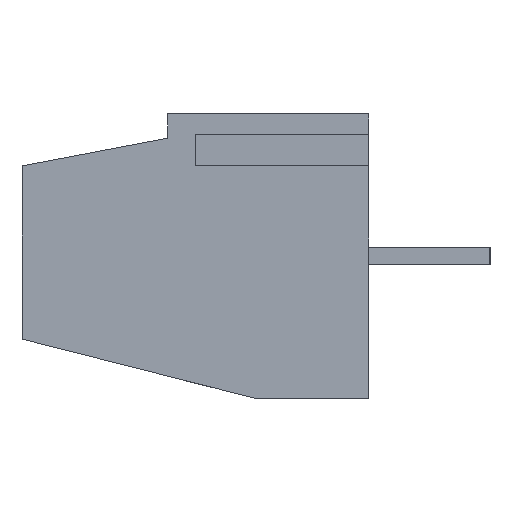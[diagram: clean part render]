
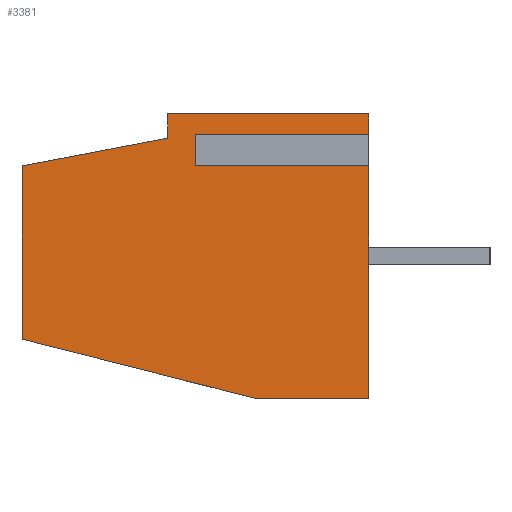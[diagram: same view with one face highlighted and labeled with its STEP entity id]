
A CAD part, left-side view. The second image highlights one B-rep face of the part: STEP entity #3381.
In plain terms, the highlighted planar face has unit normal (-1, 0, 0).
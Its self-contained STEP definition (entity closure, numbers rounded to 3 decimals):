
#72=DIRECTION('',(0.,0.,1.));
#73=VECTOR('',#72,0.5);
#74=CARTESIAN_POINT('',(-20.,0.,-1.3));
#75=LINE('',#74,#73);
#76=DIRECTION('',(0.,1.,0.));
#77=VECTOR('',#76,5.);
#78=CARTESIAN_POINT('',(-20.,-5.,-1.3));
#79=LINE('',#78,#77);
#80=DIRECTION('',(0.,0.,-1.));
#81=VECTOR('',#80,6.9);
#82=CARTESIAN_POINT('',(-20.,-5.,-1.3));
#83=LINE('',#82,#81);
#84=DIRECTION('',(0.,1.,0.));
#85=VECTOR('',#84,3.3);
#86=CARTESIAN_POINT('',(-20.,-5.,-8.2));
#87=LINE('',#86,#85);
#88=DIRECTION('',(0.,0.969,0.246));
#89=VECTOR('',#88,6.912);
#90=CARTESIAN_POINT('',(-20.,-1.7,-8.2));
#91=LINE('',#90,#89);
#92=DIRECTION('',(0.,0.,1.));
#93=VECTOR('',#92,5.);
#94=CARTESIAN_POINT('',(-20.,5.,-6.5));
#95=LINE('',#94,#93);
#96=DIRECTION('',(0.,-0.982,0.187));
#97=VECTOR('',#96,4.276);
#98=CARTESIAN_POINT('',(-20.,5.,-1.5));
#99=LINE('',#98,#97);
#100=DIRECTION('',(0.,0.,1.));
#101=VECTOR('',#100,0.7);
#102=CARTESIAN_POINT('',(-20.,0.8,-0.7));
#103=LINE('',#102,#101);
#104=DIRECTION('',(0.,-1.,0.));
#105=VECTOR('',#104,5.8);
#106=CARTESIAN_POINT('',(-20.,0.8,0.));
#107=LINE('',#106,#105);
#108=DIRECTION('',(0.,0.,-1.));
#109=VECTOR('',#108,0.8);
#110=CARTESIAN_POINT('',(-20.,-5.,0.));
#111=LINE('',#110,#109);
#112=DIRECTION('',(0.,1.,0.));
#113=VECTOR('',#112,5.);
#114=CARTESIAN_POINT('',(-20.,-5.,-0.8));
#115=LINE('',#114,#113);
#2548=CARTESIAN_POINT('',(-20.,-5.,-8.2));
#2549=CARTESIAN_POINT('',(-20.,-1.7,-8.2));
#2550=VERTEX_POINT('',#2548);
#2551=VERTEX_POINT('',#2549);
#2552=CARTESIAN_POINT('',(-20.,5.,-6.5));
#2553=VERTEX_POINT('',#2552);
#2554=CARTESIAN_POINT('',(-20.,5.,-1.5));
#2555=VERTEX_POINT('',#2554);
#2556=CARTESIAN_POINT('',(-20.,0.8,-0.7));
#2557=VERTEX_POINT('',#2556);
#2558=CARTESIAN_POINT('',(-20.,0.8,0.));
#2559=VERTEX_POINT('',#2558);
#2560=CARTESIAN_POINT('',(-20.,-5.,0.));
#2561=VERTEX_POINT('',#2560);
#2640=CARTESIAN_POINT('',(-20.,0.,-1.3));
#2641=CARTESIAN_POINT('',(-20.,0.,-0.8));
#2642=VERTEX_POINT('',#2640);
#2643=VERTEX_POINT('',#2641);
#2644=CARTESIAN_POINT('',(-20.,-5.,-0.8));
#2645=VERTEX_POINT('',#2644);
#2646=CARTESIAN_POINT('',(-20.,-5.,-1.3));
#2647=VERTEX_POINT('',#2646);
#3352=CARTESIAN_POINT('',(-20.,0.,0.));
#3353=DIRECTION('',(1.,0.,0.));
#3354=DIRECTION('',(0.,0.,-1.));
#3355=AXIS2_PLACEMENT_3D('',#3352,#3353,#3354);
#3356=PLANE('',#3355);
#3358=ORIENTED_EDGE('',*,*,#3357,.F.);
#3360=ORIENTED_EDGE('',*,*,#3359,.F.);
#3362=ORIENTED_EDGE('',*,*,#3361,.T.);
#3364=ORIENTED_EDGE('',*,*,#3363,.T.);
#3366=ORIENTED_EDGE('',*,*,#3365,.T.);
#3368=ORIENTED_EDGE('',*,*,#3367,.T.);
#3370=ORIENTED_EDGE('',*,*,#3369,.T.);
#3372=ORIENTED_EDGE('',*,*,#3371,.T.);
#3374=ORIENTED_EDGE('',*,*,#3373,.T.);
#3376=ORIENTED_EDGE('',*,*,#3375,.T.);
#3378=ORIENTED_EDGE('',*,*,#3377,.T.);
#3379=EDGE_LOOP('',(#3358,#3360,#3362,#3364,#3366,#3368,#3370,#3372,#3374,#3376,
#3378));
#3380=FACE_OUTER_BOUND('',#3379,.F.);
#3381=ADVANCED_FACE('',(#3380),#3356,.F.);
#3357=EDGE_CURVE('',#2642,#2643,#75,.T.);
#3359=EDGE_CURVE('',#2647,#2642,#79,.T.);
#3361=EDGE_CURVE('',#2647,#2550,#83,.T.);
#3363=EDGE_CURVE('',#2550,#2551,#87,.T.);
#3365=EDGE_CURVE('',#2551,#2553,#91,.T.);
#3367=EDGE_CURVE('',#2553,#2555,#95,.T.);
#3369=EDGE_CURVE('',#2555,#2557,#99,.T.);
#3371=EDGE_CURVE('',#2557,#2559,#103,.T.);
#3373=EDGE_CURVE('',#2559,#2561,#107,.T.);
#3375=EDGE_CURVE('',#2561,#2645,#111,.T.);
#3377=EDGE_CURVE('',#2645,#2643,#115,.T.);
